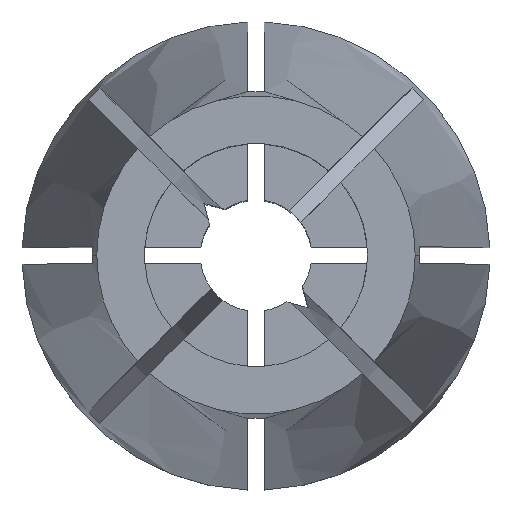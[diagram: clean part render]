
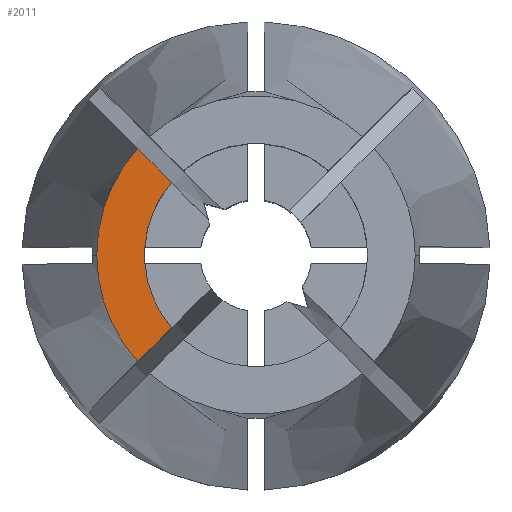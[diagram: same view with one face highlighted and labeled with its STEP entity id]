
A CAD part, top view. The second image highlights one B-rep face of the part: STEP entity #2011.
In plain terms, the highlighted planar face has unit normal (0, 0, 1).
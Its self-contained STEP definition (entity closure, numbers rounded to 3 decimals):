
#153 = DIRECTION ( 'NONE',  ( 0., 0., -1. ) ) ;
#166 = CARTESIAN_POINT ( 'NONE',  ( 0., 0., 0. ) ) ;
#177 = CIRCLE ( 'NONE', #973, 7.141 ) ;
#239 = DIRECTION ( 'NONE',  ( 0.707, -0.707, 0. ) ) ;
#362 = DIRECTION ( 'NONE',  ( 0., 0., 1. ) ) ;
#422 = VERTEX_POINT ( 'NONE', #1275 ) ;
#441 = EDGE_CURVE ( 'NONE', #2387, #2515, #2113, .T. ) ;
#557 = FACE_OUTER_BOUND ( 'NONE', #1311, .T. ) ;
#587 = CARTESIAN_POINT ( 'NONE',  ( 0., 0., 0. ) ) ;
#691 = ORIENTED_EDGE ( 'NONE', *, *, #441, .F. ) ;
#785 = ORIENTED_EDGE ( 'NONE', *, *, #1466, .T. ) ;
#886 = LINE ( 'NONE', #1600, #2609 ) ;
#973 = AXIS2_PLACEMENT_3D ( 'NONE', #166, #1480, #1922 ) ;
#1140 = DIRECTION ( 'NONE',  ( 0.707, 0.707, 0. ) ) ;
#1199 = DIRECTION ( 'NONE',  ( 0., 0., 1. ) ) ;
#1250 = PLANE ( 'NONE',  #2026 ) ;
#1275 = CARTESIAN_POINT ( 'NONE',  ( -7.141, 0., 0. ) ) ;
#1289 = CARTESIAN_POINT ( 'NONE',  ( -5.308, 4.778, 0. ) ) ;
#1302 = CARTESIAN_POINT ( 'NONE',  ( -3.791, 3.26, 0. ) ) ;
#1311 = EDGE_LOOP ( 'NONE', ( #1975, #1735, #785, #1465, #691 ) ) ;
#1408 = VERTEX_POINT ( 'NONE', #1812 ) ;
#1465 = ORIENTED_EDGE ( 'NONE', *, *, #2056, .F. ) ;
#1466 = EDGE_CURVE ( 'NONE', #1670, #1408, #886, .T. ) ;
#1480 = DIRECTION ( 'NONE',  ( 0., 0., 1. ) ) ;
#1600 = CARTESIAN_POINT ( 'NONE',  ( -0.265, 0.265, 0. ) ) ;
#1670 = VERTEX_POINT ( 'NONE', #2738 ) ;
#1680 = VECTOR ( 'NONE', #239, 1000. ) ;
#1698 = DIRECTION ( 'NONE',  ( -1., 0., 0. ) ) ;
#1735 = ORIENTED_EDGE ( 'NONE', *, *, #2156, .T. ) ;
#1812 = CARTESIAN_POINT ( 'NONE',  ( -3.791, -3.26, 0. ) ) ;
#1904 = DIRECTION ( 'NONE',  ( 1., 0., 0. ) ) ;
#1922 = DIRECTION ( 'NONE',  ( 1., 0., 0. ) ) ;
#1941 = AXIS2_PLACEMENT_3D ( 'NONE', #2514, #1199, #2302 ) ;
#1975 = ORIENTED_EDGE ( 'NONE', *, *, #2648, .T. ) ;
#2011 = ADVANCED_FACE ( 'NONE', ( #557 ), #1250, .F. ) ;
#2026 = AXIS2_PLACEMENT_3D ( 'NONE', #2785, #153, #1698 ) ;
#2056 = EDGE_CURVE ( 'NONE', #2515, #1408, #2770, .T. ) ;
#2113 = LINE ( 'NONE', #2670, #1680 ) ;
#2156 = EDGE_CURVE ( 'NONE', #422, #1670, #2568, .T. ) ;
#2302 = DIRECTION ( 'NONE',  ( 1., 0., 0. ) ) ;
#2387 = VERTEX_POINT ( 'NONE', #1289 ) ;
#2514 = CARTESIAN_POINT ( 'NONE',  ( 0., 0., 0. ) ) ;
#2515 = VERTEX_POINT ( 'NONE', #1302 ) ;
#2568 = CIRCLE ( 'NONE', #1941, 7.141 ) ;
#2600 = AXIS2_PLACEMENT_3D ( 'NONE', #587, #362, #1904 ) ;
#2609 = VECTOR ( 'NONE', #1140, 1000. ) ;
#2648 = EDGE_CURVE ( 'NONE', #2387, #422, #177, .T. ) ;
#2670 = CARTESIAN_POINT ( 'NONE',  ( -0.265, -0.265, 0. ) ) ;
#2738 = CARTESIAN_POINT ( 'NONE',  ( -5.308, -4.778, 0. ) ) ;
#2770 = CIRCLE ( 'NONE', #2600, 5. ) ;
#2785 = CARTESIAN_POINT ( 'NONE',  ( 0., 0., 0. ) ) ;
